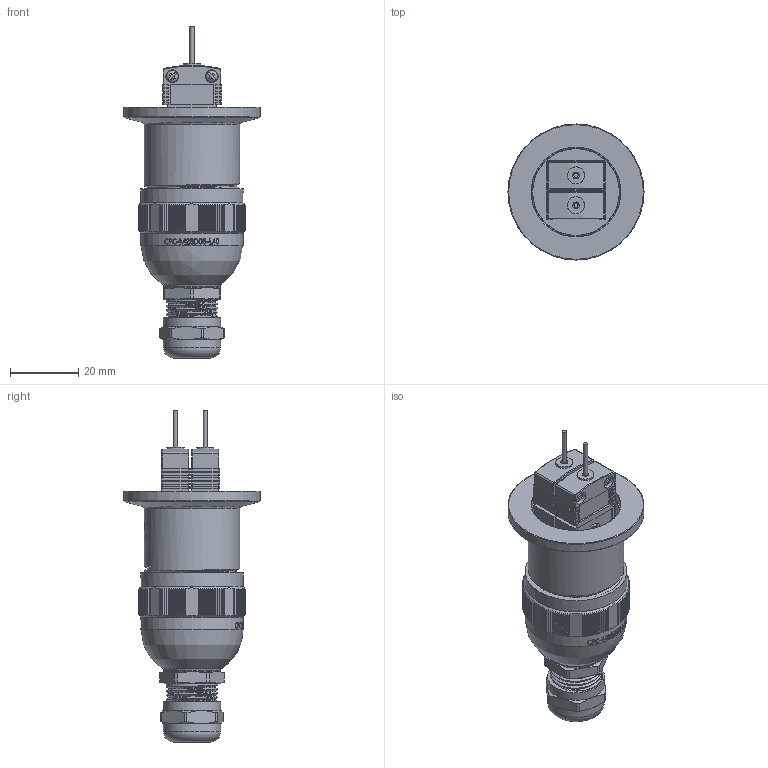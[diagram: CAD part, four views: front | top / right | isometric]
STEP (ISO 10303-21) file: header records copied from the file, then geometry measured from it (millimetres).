
FILE_DESCRIPTION (( 'STEP AP214' ), '1' );
FILE_NAME ('外发模型(带插头+护线筒)-T-KF25-0408K.STEP', '2025-02-13T03:45:34', ( '' ), ( '' ), 'SwSTEP 2.0', 'SolidWorks 2020', '' );
FILE_SCHEMA (( 'AUTOMOTIVE_DESIGN' ));
Length unit declared in the file: millimetre
Products named in the file (13): 俋楷耀倰-FL-T-KF25-0408K-D30L282-A1; 俋楷耀倰-埴堵脣え-D30L282-KN-; 誘盄芠俋褲-CPC-M28D08-L40; 誘盄芠蹟簽-LT8-PG9; 俋楷耀倰-T-KF25-0408K-D30L282-A1; 俋楷耀倰-埴堵脣え-D20L282-KP+; 外发模型(带插头+护线筒)-T-KF25-0408K; 囀郋彶踡蛈 4-8; 誘盄芠囀郋-FTL8-M12NX; SRG-T-KF25-0408K; SMPW-K-F; 誘盄芠-CPC-M28D08-L40; 囀郋躇猾杶 4-8
Assembly tree (17 placements, depth 4):
  外发模型(带插头+护线筒)-T-KF25-0408K
    俋楷耀倰-T-KF25-0408K-D30L282-A1
      俋楷耀倰-FL-T-KF25-0408K-D30L282-A1
      俋楷耀倰-埴堵脣え-D20L282-KP+  x2
      俋楷耀倰-埴堵脣え-D30L282-KN-  x2
      SRG-T-KF25-0408K
    SMPW-K-F  x4
    誘盄芠-CPC-M28D08-L40
      誘盄芠俋褲-CPC-M28D08-L40
      誘盄芠囀郋-FTL8-M12NX
        誘盄芠蹟簽-LT8-PG9
        囀郋躇猾杶 4-8
        囀郋彶踡蛈 4-8
Bounding box: 40 x 40 x 97.6 mm (x, y, z)
Volume: 27571.6 mm3; surface area: 29948.2 mm2
Topology: 38 solids, 38 shells, 1916 faces, 5494 edges, 3802 vertices
Faces by surface type: plane 1354, cylinder 405, bspline 77, torus 70, cone 10
Full cylindrical faces by diameter (mm): 1.2 x4, 2 x4, 2.6 x4, 3.533 x8, 3.8 x8, 5 x12, 8.2 x2, 8.5 x1, 10 x1, 10.5 x1, 11.6 x1, 12 x1, 12.4 x1, 13.3 x1, 16.6 x1, 16.8 x2, 25.3 x1, 25.5 x2, 26.2 x1, 26.5 x1, 28 x4, 28.5 x1, 30 x2, 40 x1
Entity records: 41627 total; most frequent: CARTESIAN_POINT 17061, ORIENTED_EDGE 5656, DIRECTION 3921, EDGE_CURVE 2828, VERTEX_POINT 2075, VECTOR 1319, LINE 1319, AXIS2_PLACEMENT_3D 1301
